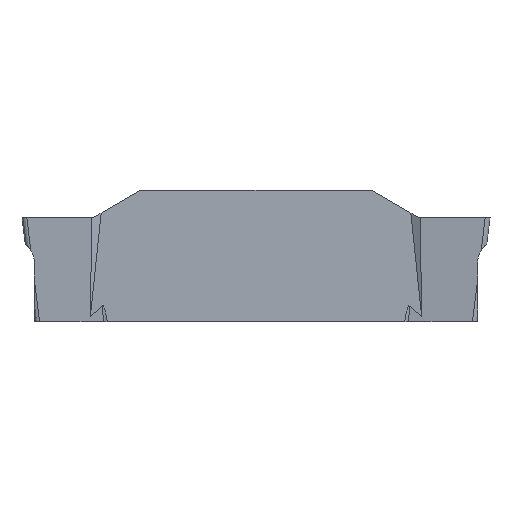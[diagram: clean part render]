
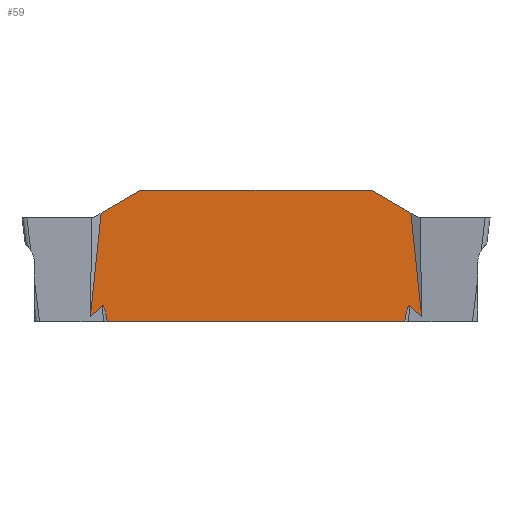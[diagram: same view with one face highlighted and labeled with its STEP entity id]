
A CAD part, left-side view. The second image highlights one B-rep face of the part: STEP entity #59.
In plain terms, the highlighted planar face has unit normal (-1, 0, 0).
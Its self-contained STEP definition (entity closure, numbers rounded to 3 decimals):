
#59=ADVANCED_FACE('SIDE_IB_1_SU5',(#119),#97,.F.);
#97=PLANE('',#778);
#119=FACE_OUTER_BOUND('',#157,.T.);
#157=EDGE_LOOP('',(#227,#228,#229,#230,#231,#232,#233,#234,#235,#236));
#195=B_SPLINE_CURVE_WITH_KNOTS('',3,(#969,#970,#971,#972,#973,#974,#975,
#976,#977,#978,#979,#980,#981,#982,#983,#984,#985,#986,#987,#988,#989,#990,
#991,#992,#993),.UNSPECIFIED.,.F.,.F.,(4,3,3,3,3,3,3,3,4),(0.,0.01,
0.02,0.029,0.041,0.062,
0.136,0.487,1.),.UNSPECIFIED.);
#196=B_SPLINE_CURVE_WITH_KNOTS('',3,(#997,#998,#999,#1000,#1001,#1002,#1003,
#1004,#1005,#1006,#1007,#1008,#1009,#1010,#1011,#1012,#1013,#1014,#1015,
#1016,#1017,#1018,#1019,#1020,#1021,#1022,#1023,#1024),.UNSPECIFIED.,.F.,
 .F.,(4,3,3,3,3,3,3,3,3,4),(0.,0.819,0.873,0.908,
0.942,0.956,0.971,0.98,
0.988,1.),.UNSPECIFIED.);
#227=ORIENTED_EDGE('',*,*,#515,.T.);
#228=ORIENTED_EDGE('',*,*,#516,.T.);
#229=ORIENTED_EDGE('',*,*,#517,.F.);
#230=ORIENTED_EDGE('',*,*,#518,.T.);
#231=ORIENTED_EDGE('',*,*,#519,.T.);
#232=ORIENTED_EDGE('',*,*,#520,.T.);
#233=ORIENTED_EDGE('',*,*,#521,.F.);
#234=ORIENTED_EDGE('',*,*,#522,.F.);
#235=ORIENTED_EDGE('',*,*,#523,.F.);
#236=ORIENTED_EDGE('',*,*,#524,.T.);
#443=VERTEX_POINT('',#967);
#444=VERTEX_POINT('',#968);
#445=VERTEX_POINT('',#994);
#446=VERTEX_POINT('',#996);
#447=VERTEX_POINT('',#1025);
#448=VERTEX_POINT('',#1027);
#449=VERTEX_POINT('',#1029);
#450=VERTEX_POINT('',#1031);
#451=VERTEX_POINT('',#1033);
#452=VERTEX_POINT('',#1035);
#515=EDGE_CURVE('',#443,#444,#623,.T.);
#516=EDGE_CURVE('',#444,#445,#195,.T.);
#517=EDGE_CURVE('',#446,#445,#624,.T.);
#518=EDGE_CURVE('',#446,#447,#196,.T.);
#519=EDGE_CURVE('',#447,#448,#625,.T.);
#520=EDGE_CURVE('',#448,#449,#626,.T.);
#521=EDGE_CURVE('',#450,#449,#627,.T.);
#522=EDGE_CURVE('',#451,#450,#628,.T.);
#523=EDGE_CURVE('',#452,#451,#629,.T.);
#524=EDGE_CURVE('',#452,#443,#630,.T.);
#623=LINE('',#966,#679);
#624=LINE('',#995,#680);
#625=LINE('',#1026,#681);
#626=LINE('',#1028,#682);
#627=LINE('',#1030,#683);
#628=LINE('',#1032,#684);
#629=LINE('',#1034,#685);
#630=LINE('',#1036,#686);
#679=VECTOR('',#818,1.);
#680=VECTOR('',#819,1.);
#681=VECTOR('',#820,1.);
#682=VECTOR('',#821,1.);
#683=VECTOR('',#822,1.);
#684=VECTOR('',#823,1.);
#685=VECTOR('',#824,1.);
#686=VECTOR('',#825,1.);
#778=AXIS2_PLACEMENT_3D('',#1037,#826,#827);
#818=DIRECTION('',(0.,-0.769,0.64));
#819=DIRECTION('',(0.,1.,0.));
#820=DIRECTION('',(0.,-0.769,-0.64));
#821=DIRECTION('',(0.,0.104,0.995));
#822=DIRECTION('',(0.,-0.866,-0.5));
#823=DIRECTION('',(0.,-1.,0.));
#824=DIRECTION('',(0.,-0.866,0.5));
#825=DIRECTION('',(0.,0.104,-0.995));
#826=DIRECTION('',(1.,0.,0.));
#827=DIRECTION('',(0.,0.,-1.));
#966=CARTESIAN_POINT('',(-1.15,0.837,1.005));
#967=CARTESIAN_POINT('',(-1.15,7.268,-4.348));
#968=CARTESIAN_POINT('',(-1.15,6.726,-3.896));
#969=CARTESIAN_POINT('',(-1.15,6.726,-3.896));
#970=CARTESIAN_POINT('',(-1.15,6.724,-3.894));
#971=CARTESIAN_POINT('',(-1.15,6.721,-3.893));
#972=CARTESIAN_POINT('',(-1.15,6.719,-3.892));
#973=CARTESIAN_POINT('',(-1.15,6.717,-3.891));
#974=CARTESIAN_POINT('',(-1.15,6.714,-3.89));
#975=CARTESIAN_POINT('',(-1.15,6.711,-3.89));
#976=CARTESIAN_POINT('',(-1.15,6.709,-3.89));
#977=CARTESIAN_POINT('',(-1.15,6.707,-3.89));
#978=CARTESIAN_POINT('',(-1.15,6.705,-3.891));
#979=CARTESIAN_POINT('',(-1.15,6.702,-3.892));
#980=CARTESIAN_POINT('',(-1.15,6.699,-3.893));
#981=CARTESIAN_POINT('',(-1.15,6.697,-3.895));
#982=CARTESIAN_POINT('',(-1.15,6.692,-3.898));
#983=CARTESIAN_POINT('',(-1.15,6.688,-3.902));
#984=CARTESIAN_POINT('',(-1.15,6.685,-3.906));
#985=CARTESIAN_POINT('',(-1.15,6.674,-3.921));
#986=CARTESIAN_POINT('',(-1.15,6.666,-3.938));
#987=CARTESIAN_POINT('',(-1.15,6.659,-3.955));
#988=CARTESIAN_POINT('',(-1.15,6.625,-4.037));
#989=CARTESIAN_POINT('',(-1.15,6.608,-4.124));
#990=CARTESIAN_POINT('',(-1.15,6.591,-4.211));
#991=CARTESIAN_POINT('',(-1.15,6.566,-4.337));
#992=CARTESIAN_POINT('',(-1.15,6.546,-4.465));
#993=CARTESIAN_POINT('',(-1.15,6.528,-4.592));
#994=CARTESIAN_POINT('',(-1.15,6.528,-4.592));
#995=CARTESIAN_POINT('',(-1.15,0.,-4.592));
#996=CARTESIAN_POINT('',(-1.15,-6.528,-4.592));
#997=CARTESIAN_POINT('',(-1.15,-6.528,-4.592));
#998=CARTESIAN_POINT('',(-1.15,-6.557,-4.389));
#999=CARTESIAN_POINT('',(-1.15,-6.58,-4.182));
#1000=CARTESIAN_POINT('',(-1.15,-6.647,-3.987));
#1001=CARTESIAN_POINT('',(-1.15,-6.651,-3.974));
#1002=CARTESIAN_POINT('',(-1.15,-6.656,-3.961));
#1003=CARTESIAN_POINT('',(-1.15,-6.662,-3.948));
#1004=CARTESIAN_POINT('',(-1.15,-6.665,-3.941));
#1005=CARTESIAN_POINT('',(-1.15,-6.669,-3.933));
#1006=CARTESIAN_POINT('',(-1.15,-6.673,-3.925));
#1007=CARTESIAN_POINT('',(-1.15,-6.677,-3.917));
#1008=CARTESIAN_POINT('',(-1.15,-6.682,-3.91));
#1009=CARTESIAN_POINT('',(-1.15,-6.687,-3.903));
#1010=CARTESIAN_POINT('',(-1.15,-6.69,-3.901));
#1011=CARTESIAN_POINT('',(-1.15,-6.692,-3.898));
#1012=CARTESIAN_POINT('',(-1.15,-6.695,-3.896));
#1013=CARTESIAN_POINT('',(-1.15,-6.698,-3.894));
#1014=CARTESIAN_POINT('',(-1.15,-6.702,-3.892));
#1015=CARTESIAN_POINT('',(-1.15,-6.705,-3.891));
#1016=CARTESIAN_POINT('',(-1.15,-6.707,-3.89));
#1017=CARTESIAN_POINT('',(-1.15,-6.709,-3.89));
#1018=CARTESIAN_POINT('',(-1.15,-6.712,-3.89));
#1019=CARTESIAN_POINT('',(-1.15,-6.714,-3.89));
#1020=CARTESIAN_POINT('',(-1.15,-6.716,-3.891));
#1021=CARTESIAN_POINT('',(-1.15,-6.718,-3.891));
#1022=CARTESIAN_POINT('',(-1.15,-6.721,-3.893));
#1023=CARTESIAN_POINT('',(-1.15,-6.723,-3.894));
#1024=CARTESIAN_POINT('',(-1.15,-6.726,-3.896));
#1025=CARTESIAN_POINT('',(-1.15,-6.726,-3.896));
#1026=CARTESIAN_POINT('',(-1.15,-0.837,1.005));
#1027=CARTESIAN_POINT('',(-1.15,-7.268,-4.348));
#1028=CARTESIAN_POINT('',(-1.15,-6.738,0.706));
#1029=CARTESIAN_POINT('',(-1.15,-6.793,0.186));
#1030=CARTESIAN_POINT('',(-1.15,-1.779,3.081));
#1031=CARTESIAN_POINT('',(-1.15,-5.05,1.192));
#1032=CARTESIAN_POINT('',(-1.15,0.,1.192));
#1033=CARTESIAN_POINT('',(-1.15,5.05,1.192));
#1034=CARTESIAN_POINT('',(-1.15,1.779,3.081));
#1035=CARTESIAN_POINT('',(-1.15,6.793,0.186));
#1036=CARTESIAN_POINT('',(-1.15,6.738,0.706));
#1037=CARTESIAN_POINT('',(-1.15,0.,0.));
